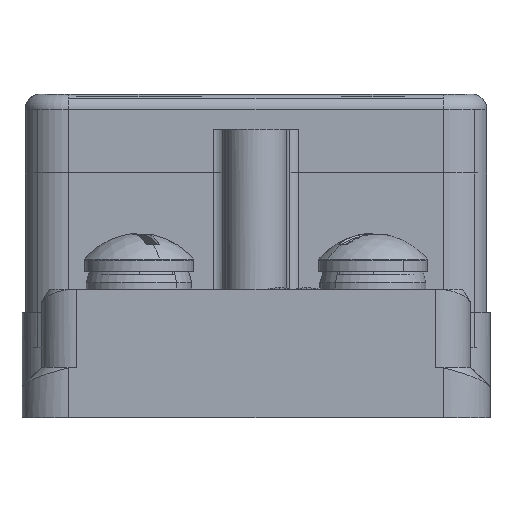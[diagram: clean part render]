
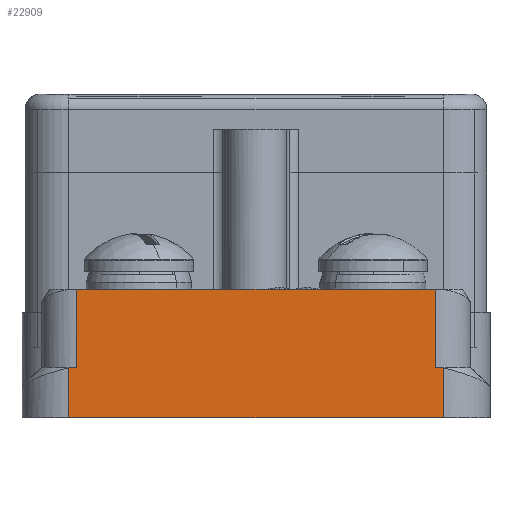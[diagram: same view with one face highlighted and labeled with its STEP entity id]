
A CAD part, front view. The second image highlights one B-rep face of the part: STEP entity #22909.
In plain terms, the highlighted planar face has unit normal (0, -1, 0).
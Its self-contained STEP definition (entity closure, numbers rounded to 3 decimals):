
#22897=AXIS2_PLACEMENT_3D('Plane Axis2P3D',#22894,#22895,#22896) ;
#10657=CARTESIAN_POINT('Vertex',(7.,0.,16.5)) ;
#10660=CARTESIAN_POINT('Line Origine',(30.,0.,16.5)) ;
#10664=CARTESIAN_POINT('Vertex',(53.,0.,16.5)) ;
#17909=CARTESIAN_POINT('Control Point',(7.,0.,6.5)) ;
#17910=CARTESIAN_POINT('Control Point',(6.672,0.,6.5)) ;
#17911=CARTESIAN_POINT('Control Point',(6.344,0.,6.465)) ;
#17912=CARTESIAN_POINT('Control Point',(6.,0.,6.39)) ;
#17913=CARTESIAN_POINT('Vertex',(7.,0.,6.5)) ;
#17915=CARTESIAN_POINT('Vertex',(6.,0.,6.39)) ;
#17962=CARTESIAN_POINT('Control Point',(54.,0.,6.39)) ;
#17963=CARTESIAN_POINT('Control Point',(53.656,0.,6.465)) ;
#17964=CARTESIAN_POINT('Control Point',(53.328,0.,6.5)) ;
#17965=CARTESIAN_POINT('Control Point',(53.,0.,6.5)) ;
#17966=CARTESIAN_POINT('Vertex',(54.,0.,6.39)) ;
#17968=CARTESIAN_POINT('Vertex',(53.,0.,6.5)) ;
#18104=CARTESIAN_POINT('Line Origine',(7.,0.,11.5)) ;
#19957=CARTESIAN_POINT('Line Origine',(30.,0.,0.)) ;
#19961=CARTESIAN_POINT('Vertex',(54.,0.,0.)) ;
#19963=CARTESIAN_POINT('Vertex',(6.,0.,0.)) ;
#22685=CARTESIAN_POINT('Line Origine',(54.,0.,0.)) ;
#22709=CARTESIAN_POINT('Line Origine',(6.,0.,0.)) ;
#22878=CARTESIAN_POINT('Line Origine',(53.,0.,11.5)) ;
#22894=CARTESIAN_POINT('Axis2P3D Location',(54.,0.,0.)) ;
#10661=DIRECTION('Vector Direction',(-1.,0.,0.)) ;
#18105=DIRECTION('Vector Direction',(0.,0.,1.)) ;
#19958=DIRECTION('Vector Direction',(-1.,0.,0.)) ;
#22686=DIRECTION('Vector Direction',(0.,0.,1.)) ;
#22710=DIRECTION('Vector Direction',(0.,0.,1.)) ;
#22879=DIRECTION('Vector Direction',(0.,0.,-1.)) ;
#22895=DIRECTION('Axis2P3D Direction',(0.,-1.,0.)) ;
#22896=DIRECTION('Axis2P3D XDirection',(0.,0.,-1.)) ;
#10662=VECTOR('Line Direction',#10661,1.) ;
#18106=VECTOR('Line Direction',#18105,1.) ;
#19959=VECTOR('Line Direction',#19958,1.) ;
#22687=VECTOR('Line Direction',#22686,1.) ;
#22711=VECTOR('Line Direction',#22710,1.) ;
#22880=VECTOR('Line Direction',#22879,1.) ;
#22900=ORIENTED_EDGE('',*,*,#22882,.T.) ;
#22901=ORIENTED_EDGE('',*,*,#10666,.T.) ;
#22902=ORIENTED_EDGE('',*,*,#18108,.T.) ;
#22903=ORIENTED_EDGE('',*,*,#17917,.T.) ;
#22904=ORIENTED_EDGE('',*,*,#22713,.F.) ;
#22905=ORIENTED_EDGE('',*,*,#19965,.F.) ;
#22906=ORIENTED_EDGE('',*,*,#22689,.T.) ;
#22907=ORIENTED_EDGE('',*,*,#17970,.T.) ;
#22909=ADVANCED_FACE('Hauptkoerper',(#22908),#22898,.T.) ;
#17908=B_SPLINE_CURVE_WITH_KNOTS('',3,(#17909,#17910,#17911,#17912),.UNSPECIFIED.,.F.,.U.,(4,4),(0.,21.891),.UNSPECIFIED.) ;
#17961=B_SPLINE_CURVE_WITH_KNOTS('',3,(#17962,#17963,#17964,#17965),.UNSPECIFIED.,.F.,.U.,(4,4),(0.,21.891),.UNSPECIFIED.) ;
#10666=EDGE_CURVE('',#10665,#10658,#10663,.T.) ;
#17917=EDGE_CURVE('',#17914,#17916,#17908,.T.) ;
#17970=EDGE_CURVE('',#17967,#17969,#17961,.T.) ;
#18108=EDGE_CURVE('',#10658,#17914,#18107,.F.) ;
#19965=EDGE_CURVE('',#19962,#19964,#19960,.T.) ;
#22689=EDGE_CURVE('',#19962,#17967,#22688,.T.) ;
#22713=EDGE_CURVE('',#19964,#17916,#22712,.T.) ;
#22882=EDGE_CURVE('',#17969,#10665,#22881,.F.) ;
#22899=EDGE_LOOP('',(#22900,#22901,#22902,#22903,#22904,#22905,#22906,#22907)) ;
#22908=FACE_OUTER_BOUND('',#22899,.T.) ;
#10663=LINE('Line',#10660,#10662) ;
#18107=LINE('Line',#18104,#18106) ;
#19960=LINE('Line',#19957,#19959) ;
#22688=LINE('Line',#22685,#22687) ;
#22712=LINE('Line',#22709,#22711) ;
#22881=LINE('Line',#22878,#22880) ;
#22898=PLANE('',#22897) ;
#10658=VERTEX_POINT('',#10657) ;
#10665=VERTEX_POINT('',#10664) ;
#17914=VERTEX_POINT('',#17913) ;
#17916=VERTEX_POINT('',#17915) ;
#17967=VERTEX_POINT('',#17966) ;
#17969=VERTEX_POINT('',#17968) ;
#19962=VERTEX_POINT('',#19961) ;
#19964=VERTEX_POINT('',#19963) ;
